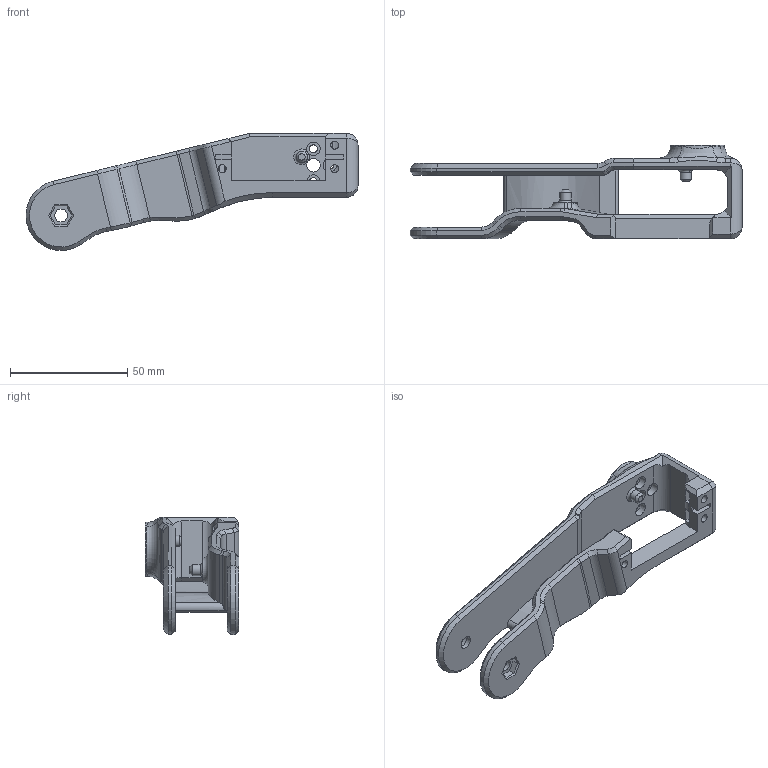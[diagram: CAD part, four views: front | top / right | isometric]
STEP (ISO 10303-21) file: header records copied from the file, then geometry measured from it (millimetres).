
FILE_DESCRIPTION(/* description */ (''),/* implementation_level */ '2;1');
FILE_NAME(/* name */ '5f1a610db9fe9c131d37a041',/* time_stamp */ '2020-07-24T04:18:22+00:00',/* author */ (''),/* organization */ (''),/* preprocessor_version */ 'ST-DEVELOPER v16.7',/* originating_system */ $,/* authorisation */ $);
FILE_SCHEMA (('AUTOMOTIVE_DESIGN {1 0 10303 214 3 1 1}'));
Length unit declared in the file: metre
Products named in the file (1): Upper Leg
Bounding box: 141.78 x 40 x 49.98 mm (x, y, z)
Volume: 46243.6 mm3; surface area: 21343.1 mm2
Topology: 1 solids, 1 shells, 243 faces, 621 edges, 377 vertices
Faces by surface type: plane 111, cylinder 51, bspline 44, cone 30, torus 7
Full cylindrical faces by diameter (mm): 3.4 x9, 4.8 x2, 5.5 x2, 5.8 x4, 9 x1, 20.1 x1, 23.1 x1
Entity records: 8068 total; most frequent: CARTESIAN_POINT 2630, ORIENTED_EDGE 1168, DIRECTION 996, EDGE_CURVE 584, VERTEX_POINT 367, AXIS2_PLACEMENT_3D 353, EDGE_LOOP 293, FACE_BOUND 293
